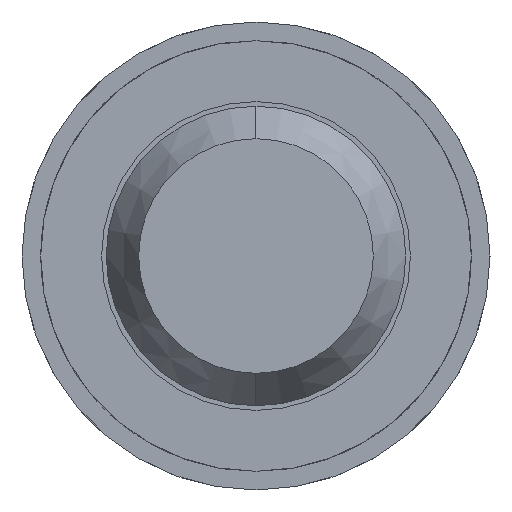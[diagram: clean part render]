
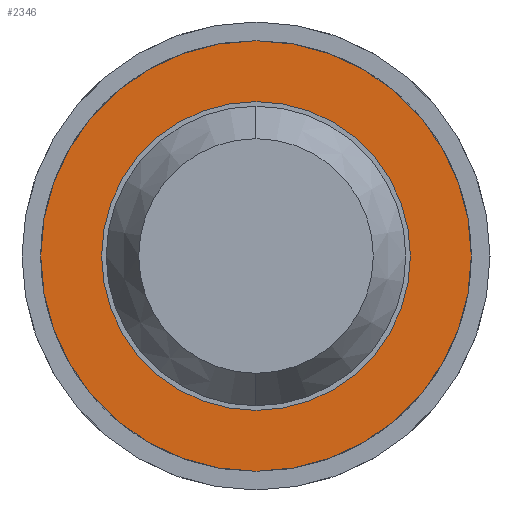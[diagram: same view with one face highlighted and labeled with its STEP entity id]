
A CAD part, front view. The second image highlights one B-rep face of the part: STEP entity #2346.
In plain terms, the highlighted planar face has unit normal (0, -1, 0).
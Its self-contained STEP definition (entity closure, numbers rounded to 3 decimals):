
#72 = CARTESIAN_POINT ( 'NONE',  ( 0., -1.7, 0. ) ) ;
#247 = DIRECTION ( 'NONE',  ( 0., 0., 1. ) ) ;
#450 = CIRCLE ( 'NONE', #1024, 1.15 ) ;
#578 = VERTEX_POINT ( 'NONE', #1803 ) ;
#733 = FACE_BOUND ( 'NONE', #2887, .T. ) ;
#800 = CIRCLE ( 'NONE', #3092, 0.825 ) ;
#803 = AXIS2_PLACEMENT_3D ( 'NONE', #1333, #2473, #2840 ) ;
#1024 = AXIS2_PLACEMENT_3D ( 'NONE', #3036, #3049, #1239 ) ;
#1212 = CIRCLE ( 'NONE', #2982, 0.825 ) ;
#1239 = DIRECTION ( 'NONE',  ( 0., 0., 1. ) ) ;
#1333 = CARTESIAN_POINT ( 'NONE',  ( 0.825, -1.7, 0. ) ) ;
#1377 = DIRECTION ( 'NONE',  ( 0., 1., 0. ) ) ;
#1563 = DIRECTION ( 'NONE',  ( 0., 0., 1. ) ) ;
#1618 = VERTEX_POINT ( 'NONE', #2044 ) ;
#1803 = CARTESIAN_POINT ( 'NONE',  ( 0., -1.7, 1.15 ) ) ;
#2001 = ORIENTED_EDGE ( 'NONE', *, *, #3304, .F. ) ;
#2044 = CARTESIAN_POINT ( 'NONE',  ( 0., -1.7, -0.825 ) ) ;
#2070 = EDGE_CURVE ( 'Defeature ausgef�hrt1_58+Defeature ausgef�hrt1_57+Defeature ausgef�hrt1_57+Defeature ausgef�hrt1_57', #4775, #1618, #1212, .T. ) ;
#2132 = ORIENTED_EDGE ( 'NONE', *, *, #3272, .T. ) ;
#2243 = AXIS2_PLACEMENT_3D ( 'NONE', #3213, #1377, #247 ) ;
#2346 = ADVANCED_FACE ( 'Defeature ausgef�hrt1_58', ( #3341, #733 ), #3549, .F. ) ;
#2473 = DIRECTION ( 'NONE',  ( 0., 1., 0. ) ) ;
#2688 = DIRECTION ( 'NONE',  ( 0., 1., 0. ) ) ;
#2703 = DIRECTION ( 'NONE',  ( 0., 1., 0. ) ) ;
#2792 = EDGE_LOOP ( 'NONE', ( #4816, #2001 ) ) ;
#2840 = DIRECTION ( 'NONE',  ( 0., 0., 1. ) ) ;
#2887 = EDGE_LOOP ( 'NONE', ( #4632, #2132 ) ) ;
#2935 = CIRCLE ( 'NONE', #2243, 1.15 ) ;
#2982 = AXIS2_PLACEMENT_3D ( 'NONE', #72, #2688, #4558 ) ;
#3036 = CARTESIAN_POINT ( 'NONE',  ( 0., -1.7, 0. ) ) ;
#3049 = DIRECTION ( 'NONE',  ( 0., 1., 0. ) ) ;
#3092 = AXIS2_PLACEMENT_3D ( 'NONE', #3402, #2703, #1563 ) ;
#3213 = CARTESIAN_POINT ( 'NONE',  ( 0., -1.7, 0. ) ) ;
#3272 = EDGE_CURVE ( 'Defeature ausgef�hrt1_58+Defeature ausgef�hrt1_57+Defeature ausgef�hrt1_57+Defeature ausgef�hrt1_57', #1618, #4775, #800, .T. ) ;
#3304 = EDGE_CURVE ( 'Defeature ausgef�hrt1_51+Defeature ausgef�hrt1_58+Defeature ausgef�hrt1_58+Defeature ausgef�hrt1_58', #4829, #578, #450, .T. ) ;
#3341 = FACE_OUTER_BOUND ( 'NONE', #2792, .T. ) ;
#3402 = CARTESIAN_POINT ( 'NONE',  ( 0., -1.7, 0. ) ) ;
#3549 = PLANE ( 'NONE',  #803 ) ;
#3765 = CARTESIAN_POINT ( 'NONE',  ( 0., -1.7, 0.825 ) ) ;
#4096 = EDGE_CURVE ( 'Defeature ausgef�hrt1_51+Defeature ausgef�hrt1_58+Defeature ausgef�hrt1_58+Defeature ausgef�hrt1_58', #578, #4829, #2935, .T. ) ;
#4558 = DIRECTION ( 'NONE',  ( 0., 0., 1. ) ) ;
#4563 = CARTESIAN_POINT ( 'NONE',  ( 0., -1.7, -1.15 ) ) ;
#4632 = ORIENTED_EDGE ( 'NONE', *, *, #2070, .T. ) ;
#4775 = VERTEX_POINT ( 'NONE', #3765 ) ;
#4816 = ORIENTED_EDGE ( 'NONE', *, *, #4096, .F. ) ;
#4829 = VERTEX_POINT ( 'NONE', #4563 ) ;
